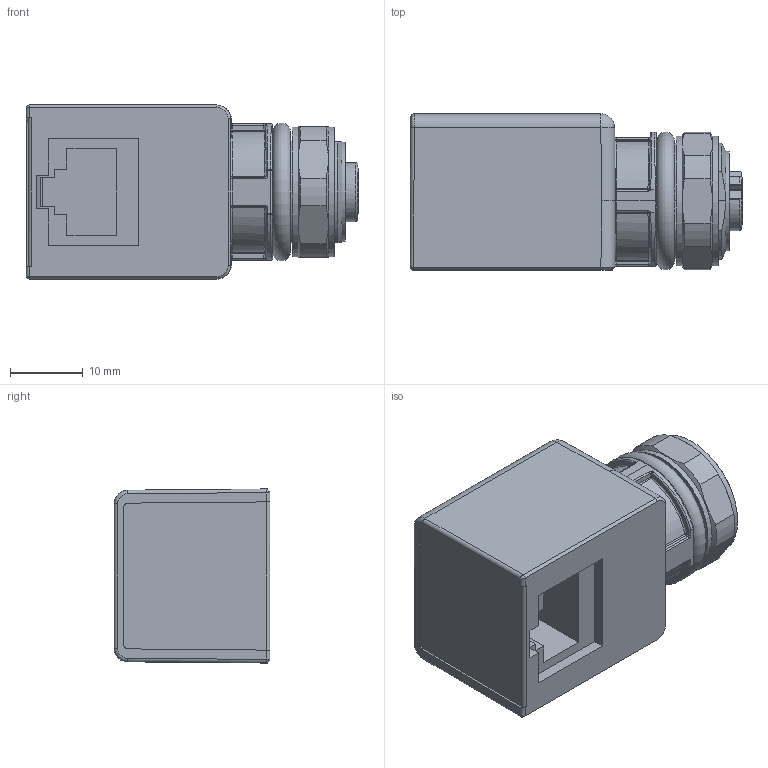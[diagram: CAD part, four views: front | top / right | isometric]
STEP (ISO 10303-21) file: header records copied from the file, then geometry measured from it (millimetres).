
FILE_DESCRIPTION(/* description */ (''),/* implementation_level */ '2;1');
FILE_NAME(/* name */ 'IE-FKFDSY4-RJ45KS.stp',/* time_stamp */ '2016-09-21T11:20:55+02:00',/* author */ (''),/* organization */ (''),/* preprocessor_version */ 'ST-DEVELOPER v16',/* originating_system */ 'SIEMENS PLM Software NX 10.0',/* authorisation */ '');
FILE_SCHEMA (('AUTOMOTIVE_DESIGN { 1 0 10303 214 3 1 1 1 }'));
Length unit declared in the file: millimetre
Products named in the file (1): IE-FKFDSY4-RJ45KS
Bounding box: 45.77 x 21.5 x 24 mm (x, y, z)
Volume: 16340.8 mm3; surface area: 5893.4 mm2
Topology: 1 solids, 1 shells, 284 faces, 717 edges, 423 vertices
Faces by surface type: cylinder 110, plane 95, bspline 40, sphere 21, cone 15, torus 3
Full cylindrical faces by diameter (mm): 1.15 x4, 8.5 x1, 11 x1, 13.75 x1, 17.9 x2
Entity records: 9511 total; most frequent: CARTESIAN_POINT 3325, ORIENTED_EDGE 1330, DIRECTION 1201, EDGE_CURVE 665, AXIS2_PLACEMENT_3D 451, VERTEX_POINT 413, EDGE_LOOP 318, LINE 299
